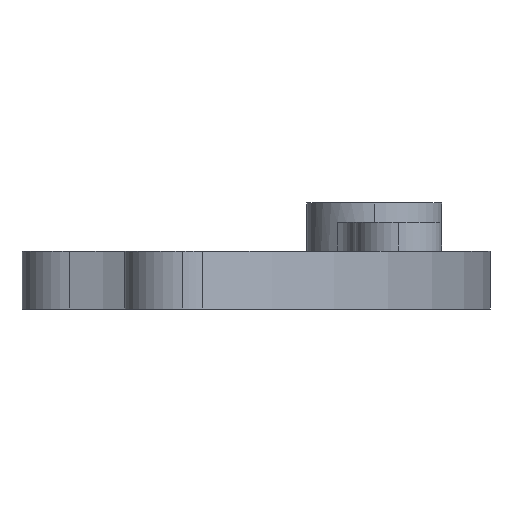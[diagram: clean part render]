
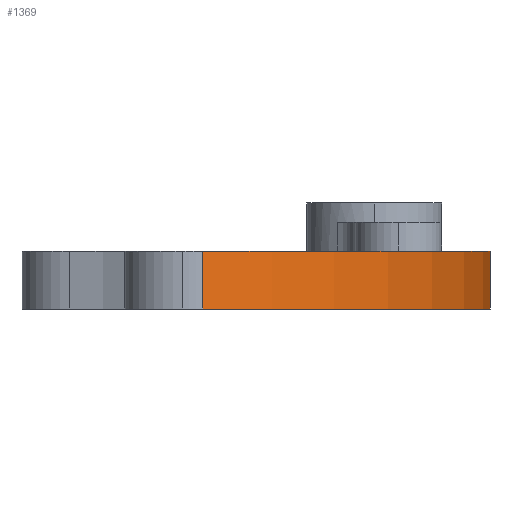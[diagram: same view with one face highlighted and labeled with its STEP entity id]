
A CAD part, left-side view. The second image highlights one B-rep face of the part: STEP entity #1369.
In plain terms, the highlighted cylindrical face has radius 46.048 mm (diameter 92.097 mm), a partial arc.
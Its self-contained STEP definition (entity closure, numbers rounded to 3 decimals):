
#22 = ORIENTED_EDGE ( 'NONE', *, *, #156, .F. ) ;
#77 = DIRECTION ( 'NONE',  ( 0., 0., 1. ) ) ;
#109 = CARTESIAN_POINT ( 'NONE',  ( -81.134, 17.787, 6. ) ) ;
#124 = CARTESIAN_POINT ( 'NONE',  ( -81.134, 17.787, 0. ) ) ;
#137 = AXIS2_PLACEMENT_3D ( 'NONE', #1729, #880, #888 ) ;
#143 = VERTEX_POINT ( 'NONE', #124 ) ;
#156 = EDGE_CURVE ( 'NONE', #1544, #1045, #408, .T. ) ;
#372 = CARTESIAN_POINT ( 'NONE',  ( -38.053, 34.048, 0. ) ) ;
#377 = EDGE_CURVE ( 'NONE', #1689, #1544, #570, .T. ) ;
#399 = CARTESIAN_POINT ( 'NONE',  ( -81.134, 17.787, 6. ) ) ;
#408 = LINE ( 'NONE', #651, #1192 ) ;
#570 = CIRCLE ( 'NONE', #1291, 46.048 ) ;
#572 = ORIENTED_EDGE ( 'NONE', *, *, #1474, .T. ) ;
#651 = CARTESIAN_POINT ( 'NONE',  ( -38.053, -12., 6. ) ) ;
#721 = DIRECTION ( 'NONE',  ( 0., 0., 1. ) ) ;
#797 = DIRECTION ( 'NONE',  ( 0., 0., -1. ) ) ;
#820 = CIRCLE ( 'NONE', #1334, 46.048 ) ;
#880 = DIRECTION ( 'NONE',  ( 0., 0., -1. ) ) ;
#888 = DIRECTION ( 'NONE',  ( -1., 0., 0. ) ) ;
#1045 = VERTEX_POINT ( 'NONE', #1437 ) ;
#1062 = CYLINDRICAL_SURFACE ( 'NONE', #137, 46.048 ) ;
#1071 = LINE ( 'NONE', #109, #1366 ) ;
#1192 = VECTOR ( 'NONE', #797, 1000. ) ;
#1260 = CARTESIAN_POINT ( 'NONE',  ( -38.053, 34.048, 6. ) ) ;
#1291 = AXIS2_PLACEMENT_3D ( 'NONE', #1260, #721, #1418 ) ;
#1309 = EDGE_CURVE ( 'NONE', #143, #1045, #820, .T. ) ;
#1334 = AXIS2_PLACEMENT_3D ( 'NONE', #372, #77, #1447 ) ;
#1354 = ORIENTED_EDGE ( 'NONE', *, *, #1309, .T. ) ;
#1366 = VECTOR ( 'NONE', #1645, 1000. ) ;
#1369 = ADVANCED_FACE ( 'NONE', ( #1746 ), #1062, .T. ) ;
#1418 = DIRECTION ( 'NONE',  ( 1., 0., 0. ) ) ;
#1437 = CARTESIAN_POINT ( 'NONE',  ( -38.053, -12., 0. ) ) ;
#1447 = DIRECTION ( 'NONE',  ( 1., 0., 0. ) ) ;
#1474 = EDGE_CURVE ( 'NONE', #1689, #143, #1071, .T. ) ;
#1500 = ORIENTED_EDGE ( 'NONE', *, *, #377, .F. ) ;
#1544 = VERTEX_POINT ( 'NONE', #1773 ) ;
#1597 = EDGE_LOOP ( 'NONE', ( #1354, #22, #1500, #572 ) ) ;
#1645 = DIRECTION ( 'NONE',  ( 0., 0., -1. ) ) ;
#1689 = VERTEX_POINT ( 'NONE', #399 ) ;
#1729 = CARTESIAN_POINT ( 'NONE',  ( -38.053, 34.048, 6. ) ) ;
#1746 = FACE_OUTER_BOUND ( 'NONE', #1597, .T. ) ;
#1773 = CARTESIAN_POINT ( 'NONE',  ( -38.053, -12., 6. ) ) ;
